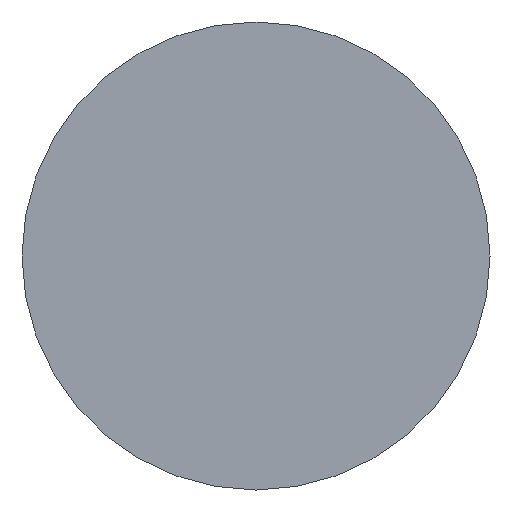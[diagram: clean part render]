
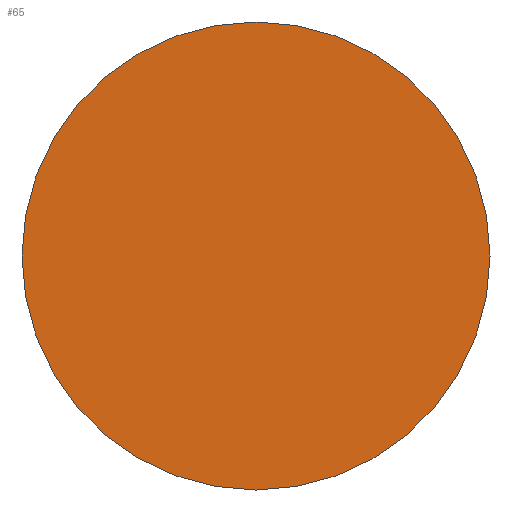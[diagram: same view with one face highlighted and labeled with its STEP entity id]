
A CAD part, front view. The second image highlights one B-rep face of the part: STEP entity #65.
In plain terms, the highlighted planar face has unit normal (0, -1, 0).
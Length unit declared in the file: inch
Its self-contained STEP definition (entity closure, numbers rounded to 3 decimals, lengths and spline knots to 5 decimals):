
#24=CARTESIAN_POINT('',(0.11811,-3.,0.));
#25=VERTEX_POINT('',#24);
#26=CARTESIAN_POINT('',(0.,-3.,0.));
#27=DIRECTION('',(0.,1.,0.));
#28=DIRECTION('',(1.,0.,0.));
#29=AXIS2_PLACEMENT_3D('',#26,#27,#28);
#30=CIRCLE('',#29,0.11811);
#31=EDGE_CURVE('',#25,#25,#30,.T.);
#57=ORIENTED_EDGE('',*,*,#31,.F.);
#58=EDGE_LOOP('',(#57));
#59=FACE_OUTER_BOUND('',#58,.T.);
#60=CARTESIAN_POINT('',(-0.04508,-3.,0.10917));
#61=DIRECTION('',(0.,-1.,0.));
#62=DIRECTION('',(1.,0.,0.));
#63=AXIS2_PLACEMENT_3D('',#60,#61,#62);
#64=PLANE('',#63);
#65=ADVANCED_FACE('',(#59),#64,.T.);
